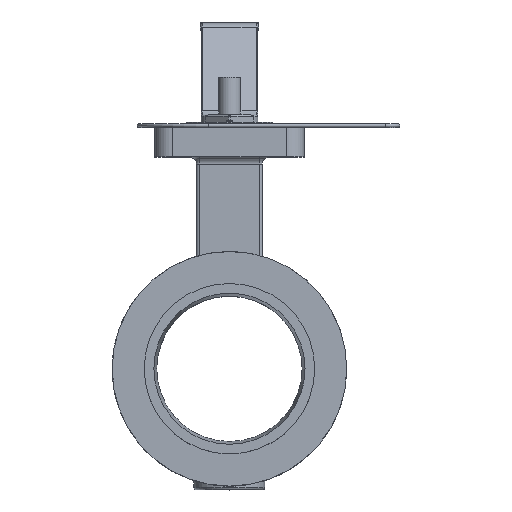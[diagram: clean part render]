
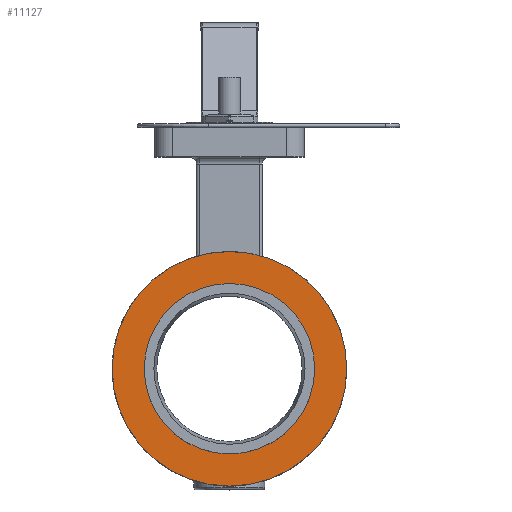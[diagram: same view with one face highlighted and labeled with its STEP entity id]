
A CAD part, top view. The second image highlights one B-rep face of the part: STEP entity #11127.
In plain terms, the highlighted planar face has unit normal (0, 0, 1).
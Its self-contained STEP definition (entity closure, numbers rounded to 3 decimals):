
#331 = EDGE_CURVE ( 'NONE', #11900, #11900, #13077, .T. ) ;
#668 = FACE_OUTER_BOUND ( 'NONE', #14485, .T. ) ;
#1875 = CARTESIAN_POINT ( 'NONE',  ( 0., 0., 34.925 ) ) ;
#3565 = DIRECTION ( 'NONE',  ( 1., 0., 0. ) ) ;
#3578 = AXIS2_PLACEMENT_3D ( 'NONE', #7564, #17352, #3565 ) ;
#4635 = DIRECTION ( 'NONE',  ( 1., 0., 0. ) ) ;
#4663 = AXIS2_PLACEMENT_3D ( 'NONE', #16416, #12408, #15099 ) ;
#5769 = CIRCLE ( 'NONE', #4663, 36.132 ) ;
#5933 = PLANE ( 'NONE',  #3578 ) ;
#7564 = CARTESIAN_POINT ( 'NONE',  ( 0., 52.451, 34.925 ) ) ;
#8182 = ORIENTED_EDGE ( 'NONE', *, *, #12905, .T. ) ;
#8670 = FACE_BOUND ( 'NONE', #10120, .T. ) ;
#8747 = ORIENTED_EDGE ( 'NONE', *, *, #331, .F. ) ;
#9820 = CARTESIAN_POINT ( 'NONE',  ( 36.132, 0., 34.925 ) ) ;
#9928 = AXIS2_PLACEMENT_3D ( 'NONE', #1875, #11508, #4635 ) ;
#10120 = EDGE_LOOP ( 'NONE', ( #8182 ) ) ;
#11127 = ADVANCED_FACE ( 'NONE', ( #668, #8670 ), #5933, .T. ) ;
#11508 = DIRECTION ( 'NONE',  ( 0., 0., -1. ) ) ;
#11900 = VERTEX_POINT ( 'NONE', #13720 ) ;
#12408 = DIRECTION ( 'NONE',  ( 0., 0., -1. ) ) ;
#12905 = EDGE_CURVE ( 'NONE', #15584, #15584, #5769, .T. ) ;
#13077 = CIRCLE ( 'NONE', #9928, 52.451 ) ;
#13720 = CARTESIAN_POINT ( 'NONE',  ( 52.451, 0., 34.925 ) ) ;
#14485 = EDGE_LOOP ( 'NONE', ( #8747 ) ) ;
#15099 = DIRECTION ( 'NONE',  ( 1., 0., 0. ) ) ;
#15584 = VERTEX_POINT ( 'NONE', #9820 ) ;
#16416 = CARTESIAN_POINT ( 'NONE',  ( 0., 0., 34.925 ) ) ;
#17352 = DIRECTION ( 'NONE',  ( 0., 0., 1. ) ) ;
